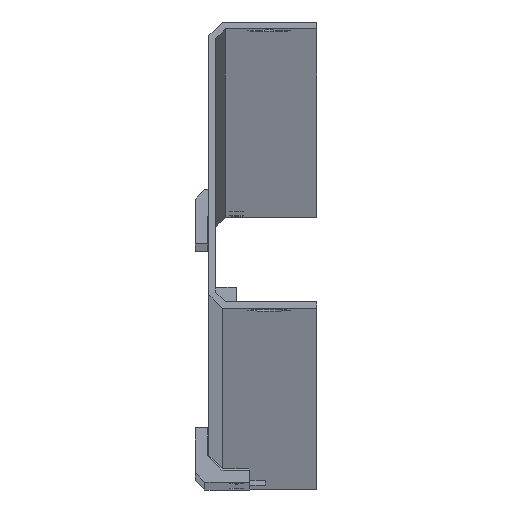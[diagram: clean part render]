
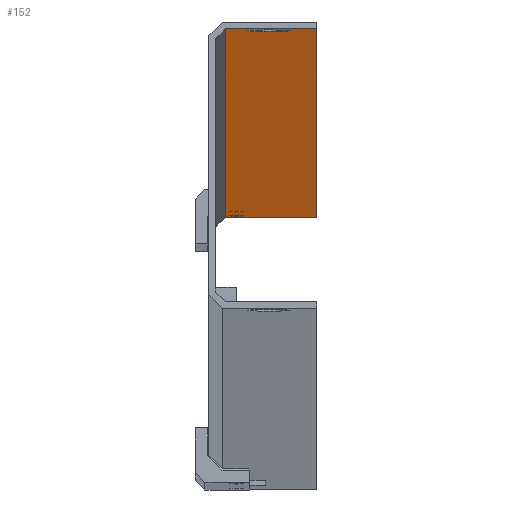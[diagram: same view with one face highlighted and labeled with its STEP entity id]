
A CAD part, front view. The second image highlights one B-rep face of the part: STEP entity #152.
In plain terms, the highlighted planar face has unit normal (0, -0.035, -0.999).
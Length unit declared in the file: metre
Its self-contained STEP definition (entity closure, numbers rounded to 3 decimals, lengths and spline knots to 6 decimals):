
#152 = ADVANCED_FACE( '', ( #367, #368, #369, #370 ), #371, .F. );
#367 = FACE_BOUND( '', #666, .T. );
#368 = FACE_BOUND( '', #667, .T. );
#369 = FACE_BOUND( '', #668, .T. );
#370 = FACE_OUTER_BOUND( '', #669, .T. );
#371 = PLANE( '', #670 );
#666 = EDGE_LOOP( '', ( #1081 ) );
#667 = EDGE_LOOP( '', ( #1082 ) );
#668 = EDGE_LOOP( '', ( #1083 ) );
#669 = EDGE_LOOP( '', ( #1084, #1085, #1086, #1087 ) );
#670 = AXIS2_PLACEMENT_3D( '', #1088, #1089, #1090 );
#1081 = ORIENTED_EDGE( '', *, *, #1765, .T. );
#1082 = ORIENTED_EDGE( '', *, *, #1763, .T. );
#1083 = ORIENTED_EDGE( '', *, *, #1766, .T. );
#1084 = ORIENTED_EDGE( '', *, *, #1767, .F. );
#1085 = ORIENTED_EDGE( '', *, *, #1656, .T. );
#1086 = ORIENTED_EDGE( '', *, *, #1768, .F. );
#1087 = ORIENTED_EDGE( '', *, *, #1769, .T. );
#1088 = CARTESIAN_POINT( '', ( 0., 3.262161, 1.807142 ) );
#1089 = DIRECTION( '', ( 0., 0.035, 0.999 ) );
#1090 = DIRECTION( '', ( 0., -0.999, 0.035 ) );
#1656 = EDGE_CURVE( '', #1963, #1961, #1964, .T. );
#1763 = EDGE_CURVE( '', #2148, #2148, #2149, .T. );
#1765 = EDGE_CURVE( '', #2151, #2151, #2152, .T. );
#1766 = EDGE_CURVE( '', #2153, #2153, #2154, .T. );
#1767 = EDGE_CURVE( '', #1963, #2155, #2156, .T. );
#1768 = EDGE_CURVE( '', #2157, #1961, #2158, .F. );
#1769 = EDGE_CURVE( '', #2157, #2155, #2159, .T. );
#1961 = VERTEX_POINT( '', #2410 );
#1963 = VERTEX_POINT( '', #2413 );
#1964 = LINE( '', #2414, #2415 );
#2148 = VERTEX_POINT( '', #2672 );
#2149 = CIRCLE( '', #2673, 0.02 );
#2151 = VERTEX_POINT( '', #2675 );
#2152 = CIRCLE( '', #2676, 0.00635 );
#2153 = VERTEX_POINT( '', #2677 );
#2154 = CIRCLE( '', #2678, 0.00635 );
#2155 = VERTEX_POINT( '', #2679 );
#2156 = LINE( '', #2680, #2681 );
#2157 = VERTEX_POINT( '', #2682 );
#2158 = LINE( '', #2683, #2684 );
#2159 = LINE( '', #2685, #2686 );
#2410 = CARTESIAN_POINT( '', ( -0.085018, -2.468408, 2.008393 ) );
#2413 = CARTESIAN_POINT( '', ( 0., -2.468408, 2.008393 ) );
#2414 = CARTESIAN_POINT( '', ( -0.00635, -2.468408, 2.008393 ) );
#2415 = VECTOR( '', #3014, 1. );
#2672 = CARTESIAN_POINT( '', ( -0.04445, -2.437627, 2.007312 ) );
#2673 = AXIS2_PLACEMENT_3D( '', #3127, #3128, #3129 );
#2675 = CARTESIAN_POINT( '', ( -0.074609, 2.481086, 1.834572 ) );
#2676 = AXIS2_PLACEMENT_3D( '', #3130, #3131, #3132 );
#2677 = CARTESIAN_POINT( '', ( -0.074609, 2.366856, 1.838584 ) );
#2678 = AXIS2_PLACEMENT_3D( '', #3133, #3134, #3135 );
#2679 = CARTESIAN_POINT( '', ( 0., 2.531854, 1.83279 ) );
#2680 = CARTESIAN_POINT( '', ( 0., 3.262161, 1.807142 ) );
#2681 = VECTOR( '', #3136, 1. );
#2682 = CARTESIAN_POINT( '', ( -0.085018, 2.531854, 1.83279 ) );
#2683 = CARTESIAN_POINT( '', ( -0.085018, 3.262161, 1.807142 ) );
#2684 = VECTOR( '', #3137, 1. );
#2685 = CARTESIAN_POINT( '', ( 0., 2.531854, 1.83279 ) );
#2686 = VECTOR( '', #3138, 1. );
#3014 = DIRECTION( '', ( -1., 0., 0. ) );
#3127 = CARTESIAN_POINT( '', ( -0.04445, -2.41764, 2.00661 ) );
#3128 = DIRECTION( '', ( 0., 0.035, 0.999 ) );
#3129 = DIRECTION( '', ( 0., -0.999, 0.035 ) );
#3130 = CARTESIAN_POINT( '', ( -0.074609, 2.487432, 1.83435 ) );
#3131 = DIRECTION( '', ( 0., 0.035, 0.999 ) );
#3132 = DIRECTION( '', ( 0., -0.999, 0.035 ) );
#3133 = CARTESIAN_POINT( '', ( -0.074609, 2.373202, 1.838361 ) );
#3134 = DIRECTION( '', ( 0., 0.035, 0.999 ) );
#3135 = DIRECTION( '', ( 0., -0.999, 0.035 ) );
#3136 = DIRECTION( '', ( 0., 0.999, -0.035 ) );
#3137 = DIRECTION( '', ( 0., 0.999, -0.035 ) );
#3138 = DIRECTION( '', ( 1., 0., 0. ) );
